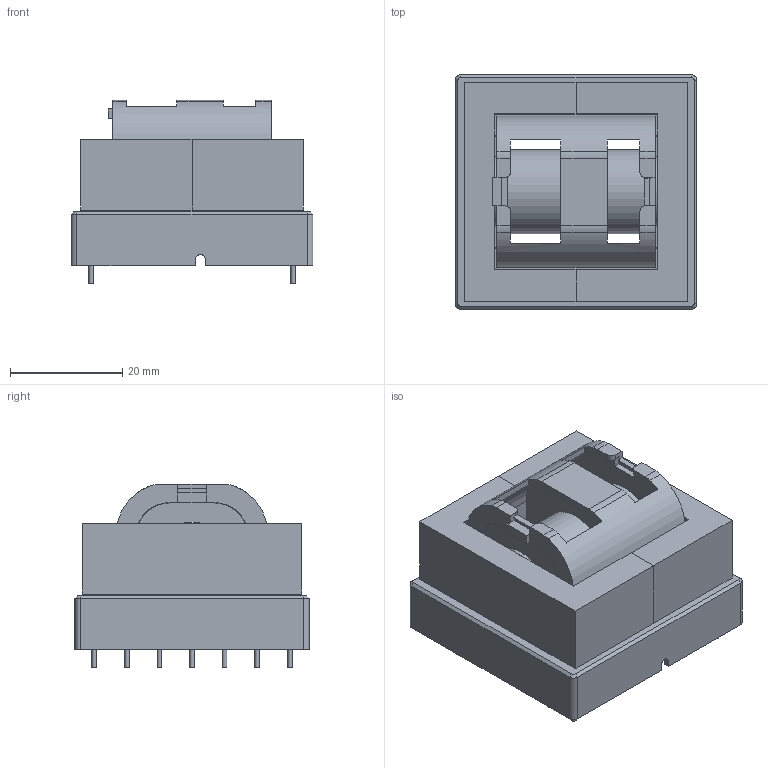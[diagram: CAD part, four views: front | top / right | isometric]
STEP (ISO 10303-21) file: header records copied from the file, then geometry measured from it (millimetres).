
FILE_DESCRIPTION(/* description */ ('Unknown'),/* implementation_level */ '2;1');
FILE_NAME(/* name */ 'T_Wurth_WE-LLCR-ETD39',/* time_stamp */ '2025-09-09T16:56:33+08:00',/* author */ ('Unknown'),/* organization */ ('Unknown'),/* preprocessor_version */ 'ST-DEVELOPER v19.4',/* originating_system */ 'Solid Edge',/* authorisation */ 'Unknown');
FILE_SCHEMA (('AUTOMOTIVE_DESIGN {1 0 10303 214 3 1 1}'));
Length unit declared in the file: millimetre
Products named in the file (2): T_Wurth_WE-LLCR-ETD39
Assembly tree (1 placements, depth 2):
  T_Wurth_WE-LLCR-ETD39
    T_Wurth_WE-LLCR-ETD39
Bounding box: 43.1 x 41.8 x 32.65 mm (x, y, z)
Volume: 22587.9 mm3; surface area: 23549.7 mm2
Topology: 4 solids, 4 shells, 370 faces, 988 edges, 637 vertices
Faces by surface type: plane 260, cylinder 98, torus 8, cone 4
Full cylindrical faces by diameter (mm): 0.8 x14, 12.5 x2, 13.1 x1, 15 x2
Entity records: 12849 total; most frequent: CARTESIAN_POINT 1988, ORIENTED_EDGE 1932, DIRECTION 1925, EDGE_CURVE 966, LINE 747, VECTOR 747, VERTEX_POINT 634, AXIS2_PLACEMENT_3D 589
